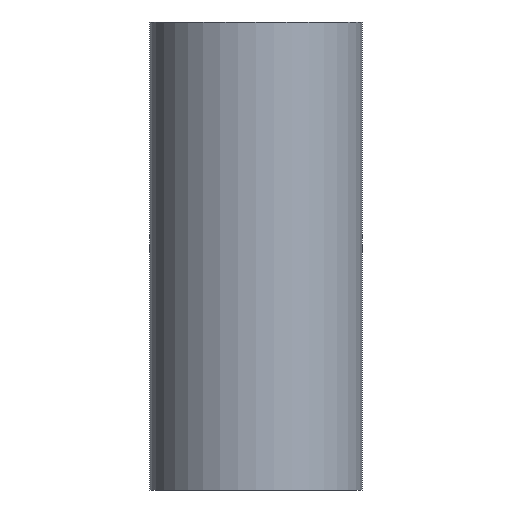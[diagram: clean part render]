
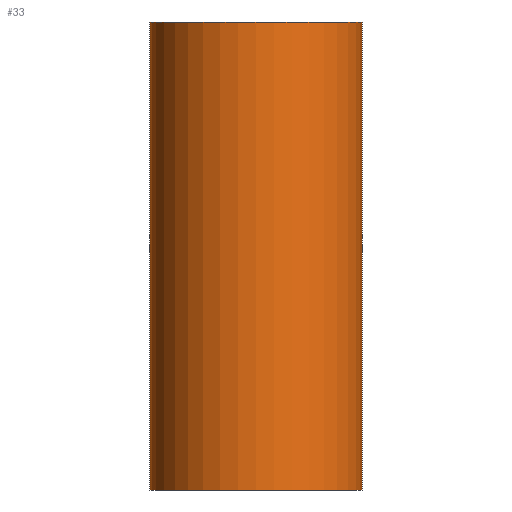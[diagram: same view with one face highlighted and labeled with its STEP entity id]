
A CAD part, front view. The second image highlights one B-rep face of the part: STEP entity #33.
In plain terms, the highlighted cylindrical face has radius 34 mm (diameter 68 mm), a partial arc.
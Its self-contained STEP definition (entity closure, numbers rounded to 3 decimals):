
#33=ADVANCED_FACE('',(#64),#65,.T.);
#64=FACE_OUTER_BOUND('',#92,.T.);
#65=CYLINDRICAL_SURFACE('',#93,34.0);
#92=EDGE_LOOP('',(#119,#120,#121,#122));
#93=AXIS2_PLACEMENT_3D('',#123,#124,#125);
#119=ORIENTED_EDGE('',*,*,#160,.T.);
#120=ORIENTED_EDGE('',*,*,#165,.T.);
#121=ORIENTED_EDGE('',*,*,#162,.T.);
#122=ORIENTED_EDGE('',*,*,#166,.T.);
#123=CARTESIAN_POINT('',(20.0,80.0,0.0));
#124=DIRECTION('',(0.0,0.0,1.0));
#125=DIRECTION('',(1.0,0.0,0.0));
#160=EDGE_CURVE('',#179,#180,#181,.T.);
#162=EDGE_CURVE('',#184,#182,#185,.T.);
#165=EDGE_CURVE('',#180,#184,#188,.T.);
#166=EDGE_CURVE('',#182,#179,#189,.T.);
#179=VERTEX_POINT('',#206);
#180=VERTEX_POINT('',#207);
#181=LINE('',#208,#209);
#182=VERTEX_POINT('',#210);
#184=VERTEX_POINT('',#212);
#185=LINE('',#213,#214);
#188=CIRCLE('',#217,34.0);
#189=CIRCLE('',#218,34.0);
#206=CARTESIAN_POINT('',(54.0,80.0,0.0));
#207=CARTESIAN_POINT('',(54.0,80.0,150.0));
#208=CARTESIAN_POINT('',(54.0,80.0,0.0));
#209=VECTOR('',#236,1.0);
#210=CARTESIAN_POINT('',(-14.0,80.0,0.0));
#212=CARTESIAN_POINT('',(-14.0,80.0,150.0));
#213=CARTESIAN_POINT('',(-14.0,80.0,0.0));
#214=VECTOR('',#240,1.0);
#217=AXIS2_PLACEMENT_3D('',#244,#245,#246);
#218=AXIS2_PLACEMENT_3D('',#247,#248,#249);
#236=DIRECTION('',(0.0,0.0,1.0));
#240=DIRECTION('',(-0.0,-0.0,-1.0));
#244=CARTESIAN_POINT('',(20.0,80.0,150.0));
#245=DIRECTION('',(0.0,0.0,-1.0));
#246=DIRECTION('',(1.0,0.0,0.0));
#247=CARTESIAN_POINT('',(20.0,80.0,0.0));
#248=DIRECTION('',(0.0,0.0,1.0));
#249=DIRECTION('',(1.0,0.0,0.0));
